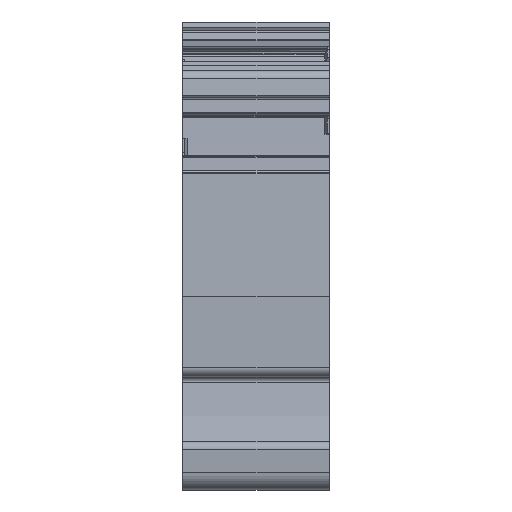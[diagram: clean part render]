
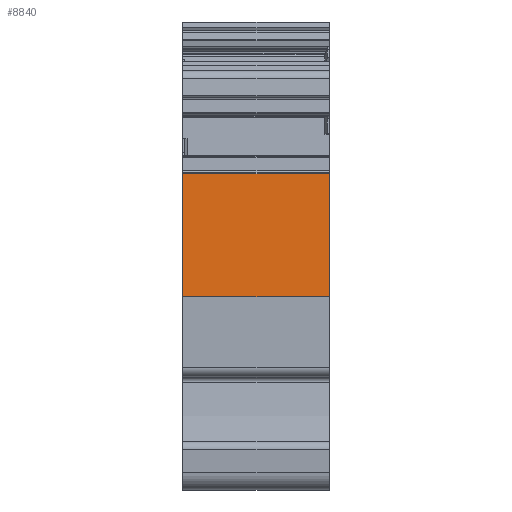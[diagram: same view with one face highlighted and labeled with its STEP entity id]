
A CAD part, front view. The second image highlights one B-rep face of the part: STEP entity #8840.
In plain terms, the highlighted cylindrical face has radius 250 mm (diameter 500 mm), a partial arc.
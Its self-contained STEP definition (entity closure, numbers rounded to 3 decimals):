
#8232=AXIS2_PLACEMENT_3D('Cylinder Axis2P3D',#8229,#8230,#8231) ;
#1240=CARTESIAN_POINT('Vertex',(16.2,2.132,34.864)) ;
#1244=CARTESIAN_POINT('Control Point',(16.2,2.132,34.864)) ;
#1245=CARTESIAN_POINT('Control Point',(16.2,1.939,32.155)) ;
#1246=CARTESIAN_POINT('Control Point',(16.2,1.782,29.444)) ;
#1247=CARTESIAN_POINT('Control Point',(16.2,1.662,26.73)) ;
#1248=CARTESIAN_POINT('Control Point',(16.2,1.579,24.016)) ;
#1249=CARTESIAN_POINT('Control Point',(16.2,1.533,21.301)) ;
#1250=CARTESIAN_POINT('Vertex',(16.2,1.533,21.301)) ;
#4522=CARTESIAN_POINT('Vertex',(0.,1.533,21.301)) ;
#4526=CARTESIAN_POINT('Control Point',(0.,2.132,34.864)) ;
#4527=CARTESIAN_POINT('Control Point',(0.,1.939,32.155)) ;
#4528=CARTESIAN_POINT('Control Point',(0.,1.782,29.444)) ;
#4529=CARTESIAN_POINT('Control Point',(0.,1.662,26.73)) ;
#4530=CARTESIAN_POINT('Control Point',(0.,1.579,24.016)) ;
#4531=CARTESIAN_POINT('Control Point',(0.,1.533,21.301)) ;
#4532=CARTESIAN_POINT('Vertex',(0.,2.132,34.864)) ;
#8229=CARTESIAN_POINT('Axis2P3D Location',(0.,251.497,17.052)) ;
#8817=CARTESIAN_POINT('Line Origine',(0.,2.132,34.864)) ;
#8829=CARTESIAN_POINT('Line Origine',(0.,1.533,21.301)) ;
#8230=DIRECTION('Axis2P3D Direction',(1.,0.,0.)) ;
#8231=DIRECTION('Axis2P3D XDirection',(0.,0.,1.)) ;
#8818=DIRECTION('Vector Direction',(1.,0.,0.)) ;
#8830=DIRECTION('Vector Direction',(1.,0.,0.)) ;
#8819=VECTOR('Line Direction',#8818,1.) ;
#8831=VECTOR('Line Direction',#8830,1.) ;
#8835=ORIENTED_EDGE('',*,*,#1252,.T.) ;
#8836=ORIENTED_EDGE('',*,*,#8821,.T.) ;
#8837=ORIENTED_EDGE('',*,*,#4534,.F.) ;
#8838=ORIENTED_EDGE('',*,*,#8833,.T.) ;
#8840=ADVANCED_FACE('AWPD_35_4X10_HOUSING_FINAL_1\\MANIFOLD_SOLID_BREP #86833',(#8839),#8233,.T.) ;
#1243=B_SPLINE_CURVE_WITH_KNOTS('',5,(#1244,#1245,#1246,#1247,#1248,#1249),.UNSPECIFIED.,.F.,.U.,(6,6),(0.,19.202),.UNSPECIFIED.) ;
#4525=B_SPLINE_CURVE_WITH_KNOTS('',5,(#4526,#4527,#4528,#4529,#4530,#4531),.UNSPECIFIED.,.F.,.U.,(6,6),(0.,19.202),.UNSPECIFIED.) ;
#8233=CYLINDRICAL_SURFACE('generated cylinder',#8232,250.) ;
#1252=EDGE_CURVE('',#1251,#1241,#1243,.F.) ;
#4534=EDGE_CURVE('',#4523,#4533,#4525,.F.) ;
#8821=EDGE_CURVE('',#1241,#4533,#8820,.F.) ;
#8833=EDGE_CURVE('',#4523,#1251,#8832,.T.) ;
#8834=EDGE_LOOP('',(#8835,#8836,#8837,#8838)) ;
#8839=FACE_OUTER_BOUND('',#8834,.T.) ;
#8820=LINE('Line',#8817,#8819) ;
#8832=LINE('Line',#8829,#8831) ;
#1241=VERTEX_POINT('',#1240) ;
#1251=VERTEX_POINT('',#1250) ;
#4523=VERTEX_POINT('',#4522) ;
#4533=VERTEX_POINT('',#4532) ;
